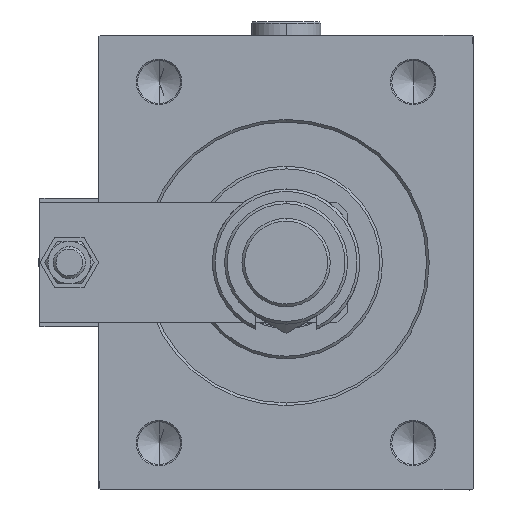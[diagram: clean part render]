
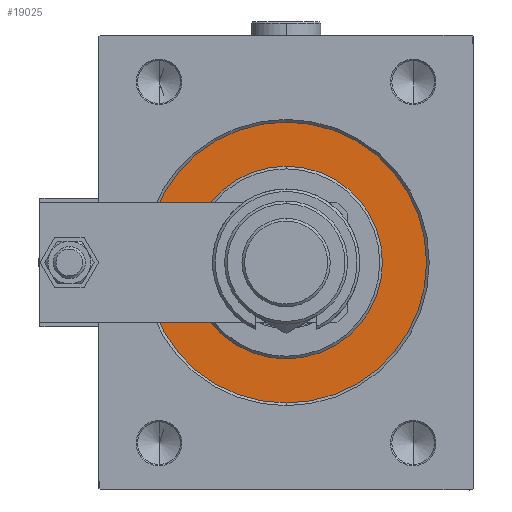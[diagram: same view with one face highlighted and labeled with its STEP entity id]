
A CAD part, left-side view. The second image highlights one B-rep face of the part: STEP entity #19025.
In plain terms, the highlighted face is planar.
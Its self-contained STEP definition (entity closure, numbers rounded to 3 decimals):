
#3 = VERTEX_POINT ( 'NONE', #35669 ) ;
#2674 = AXIS2_PLACEMENT_3D ( 'NONE', #48655, #40420, #22843 ) ;
#3259 = EDGE_CURVE ( 'NONE', #36152, #14995, #16588, .T. ) ;
#4113 = DIRECTION ( 'NONE',  ( 0., 0., 1. ) ) ;
#7893 = AXIS2_PLACEMENT_3D ( 'NONE', #12228, #41905, #29005 ) ;
#7921 = EDGE_CURVE ( 'NONE', #18347, #3, #33045, .T. ) ;
#9679 = CIRCLE ( 'NONE', #2674, 36. ) ;
#10282 = CIRCLE ( 'NONE', #40101, 52.5 ) ;
#10365 = DIRECTION ( 'NONE',  ( 1., 0., 0. ) ) ;
#12228 = CARTESIAN_POINT ( 'NONE',  ( 0., 0., 0. ) ) ;
#14995 = VERTEX_POINT ( 'NONE', #42056 ) ;
#16083 = FACE_OUTER_BOUND ( 'NONE', #31627, .T. ) ;
#16471 = DIRECTION ( 'NONE',  ( -1., 0., 0. ) ) ;
#16588 = CIRCLE ( 'NONE', #43767, 36. ) ;
#16839 = EDGE_LOOP ( 'NONE', ( #49787, #28515 ) ) ;
#18347 = VERTEX_POINT ( 'NONE', #26494 ) ;
#19025 = ADVANCED_FACE ( 'NONE', ( #49866, #16083 ), #45204, .F. ) ;
#22728 = CARTESIAN_POINT ( 'NONE',  ( 0., 0., 0. ) ) ;
#22843 = DIRECTION ( 'NONE',  ( 0., 0., -1. ) ) ;
#26494 = CARTESIAN_POINT ( 'NONE',  ( 0., 0., -52.5 ) ) ;
#28515 = ORIENTED_EDGE ( 'NONE', *, *, #45009, .F. ) ;
#28746 = DIRECTION ( 'NONE',  ( -1., 0., 0. ) ) ;
#29005 = DIRECTION ( 'NONE',  ( 0., 0., 1. ) ) ;
#31627 = EDGE_LOOP ( 'NONE', ( #37521, #53080 ) ) ;
#32949 = CARTESIAN_POINT ( 'NONE',  ( 0., 0., 36. ) ) ;
#33045 = CIRCLE ( 'NONE', #39178, 52.5 ) ;
#35669 = CARTESIAN_POINT ( 'NONE',  ( 0., 0., 52.5 ) ) ;
#36152 = VERTEX_POINT ( 'NONE', #32949 ) ;
#37521 = ORIENTED_EDGE ( 'NONE', *, *, #7921, .F. ) ;
#38448 = EDGE_CURVE ( 'NONE', #3, #18347, #10282, .T. ) ;
#39178 = AXIS2_PLACEMENT_3D ( 'NONE', #40949, #16471, #4113 ) ;
#40101 = AXIS2_PLACEMENT_3D ( 'NONE', #49354, #28746, #44692 ) ;
#40420 = DIRECTION ( 'NONE',  ( 1., 0., 0. ) ) ;
#40949 = CARTESIAN_POINT ( 'NONE',  ( 0., 0., 0. ) ) ;
#41905 = DIRECTION ( 'NONE',  ( -1., 0., 0. ) ) ;
#42056 = CARTESIAN_POINT ( 'NONE',  ( 0., 0., -36. ) ) ;
#43338 = DIRECTION ( 'NONE',  ( 0., 0., -1. ) ) ;
#43767 = AXIS2_PLACEMENT_3D ( 'NONE', #22728, #10365, #43338 ) ;
#44692 = DIRECTION ( 'NONE',  ( 0., 0., 1. ) ) ;
#45009 = EDGE_CURVE ( 'NONE', #14995, #36152, #9679, .T. ) ;
#45204 = PLANE ( 'NONE',  #7893 ) ;
#48655 = CARTESIAN_POINT ( 'NONE',  ( 0., 0., 0. ) ) ;
#49354 = CARTESIAN_POINT ( 'NONE',  ( 0., 0., 0. ) ) ;
#49787 = ORIENTED_EDGE ( 'NONE', *, *, #3259, .F. ) ;
#49866 = FACE_BOUND ( 'NONE', #16839, .T. ) ;
#53080 = ORIENTED_EDGE ( 'NONE', *, *, #38448, .F. ) ;
